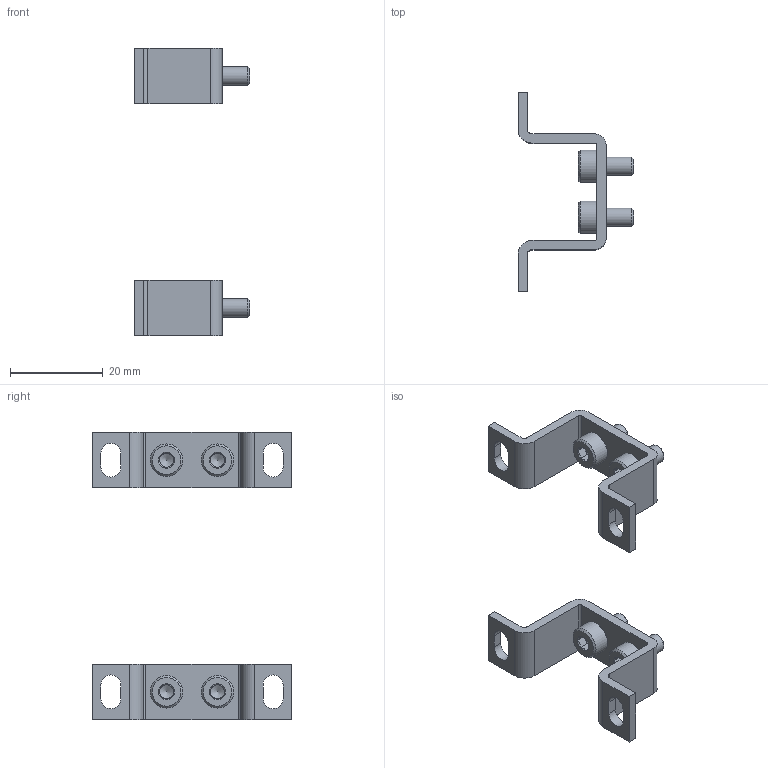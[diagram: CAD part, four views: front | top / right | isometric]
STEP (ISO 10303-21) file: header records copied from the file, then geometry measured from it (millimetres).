
FILE_DESCRIPTION(/* description */ ('STEP AP214'),/* implementation_level */ '2;1');
FILE_NAME(/* name */ '159638_HFOE-D-MINI',/* time_stamp */ '2024-08-21T05:54:06+02:00',/* author */ ('License CC BY-ND 4.0'),/* organization */ ('CADENAS'),/* preprocessor_version */ 'ST-DEVELOPER v19.3',/* originating_system */ 'PARTsolutions',/* authorisation */ ' ');
FILE_SCHEMA (('INTEGRATED_CNC_SCHEMA','MODEL_BASED_INTEGRATED_MANUFACTURING_SCHEMA','AUTOMOTIVE_DESIGN {1 0 10303 214 3 1 1}'));
Length unit declared in the file: millimetre
Products named in the file (3): 159638 HFOE-D-MINI---(MINI-1-M); 159638 HFOE-D-MINI-P1; DIN-912 - M4x8(F)
Assembly tree (6 placements, depth 2):
  159638 HFOE-D-MINI---(MINI-1-M)
    159638 HFOE-D-MINI-P1  x2
    DIN-912 - M4x8(F)  x4
Bounding box: 25 x 43 x 62 mm (x, y, z)
Volume: 4152.2 mm3; surface area: 5271.8 mm2
Topology: 6 solids, 6 shells, 176 faces, 392 edges, 232 vertices
Faces by surface type: plane 96, cone 44, cylinder 36
Full cylindrical faces by diameter (mm): 4 x4, 4.3 x4, 7 x4
Entity records: 1795 total; most frequent: CARTESIAN_POINT 310, DIRECTION 308, ORIENTED_EDGE 264, EDGE_CURVE 132, AXIS2_PLACEMENT_3D 115, VERTEX_POINT 87, FACE_BOUND 79, LINE 78
